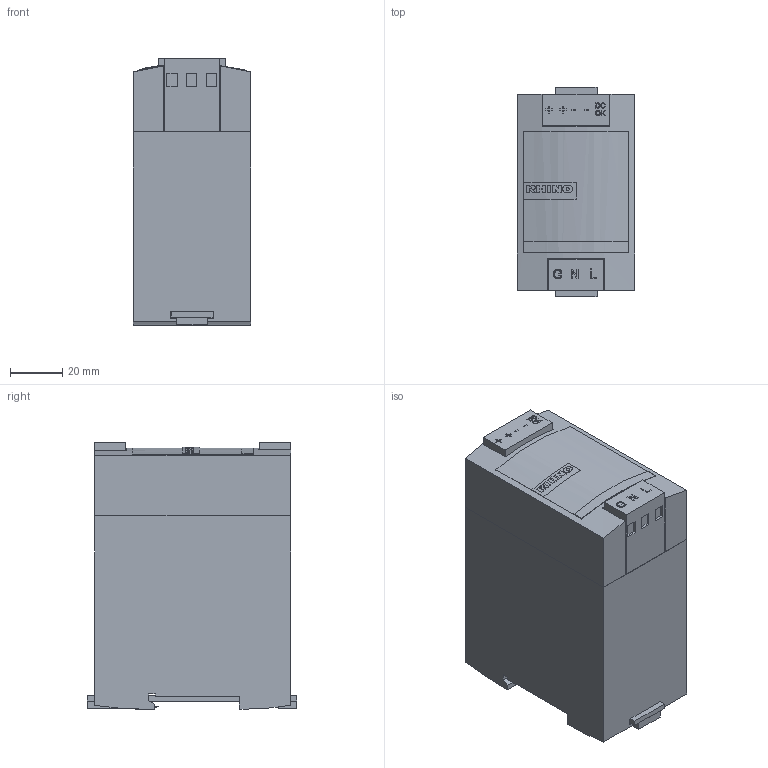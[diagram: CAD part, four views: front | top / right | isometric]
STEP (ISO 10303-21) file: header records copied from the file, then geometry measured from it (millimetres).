
FILE_DESCRIPTION (( 'STEP AP203' ), '1' );
FILE_NAME ('PSP24-060S.STEP', '2011-10-11T17:20:06', ( '.adc' ), ( '' ), 'SwSTEP 2.0', 'SolidWorks 2011', '' );
FILE_SCHEMA (( 'CONFIG_CONTROL_DESIGN' ));
Length unit declared in the file: millimetre
Products named in the file (1): PSP24-060S
Bounding box: 45 x 80 x 102.01 mm (x, y, z)
Surface area: 61398.7 mm2
Topology: 23 solids, 23 shells, 341 faces, 852 edges, 568 vertices
Faces by surface type: plane 272, bspline 69
Entity records: 12511 total; most frequent: CARTESIAN_POINT 4791, ORIENTED_EDGE 1704, DIRECTION 1245, EDGE_CURVE 852, VECTOR 699, LINE 699, VERTEX_POINT 568, EDGE_LOOP 360
